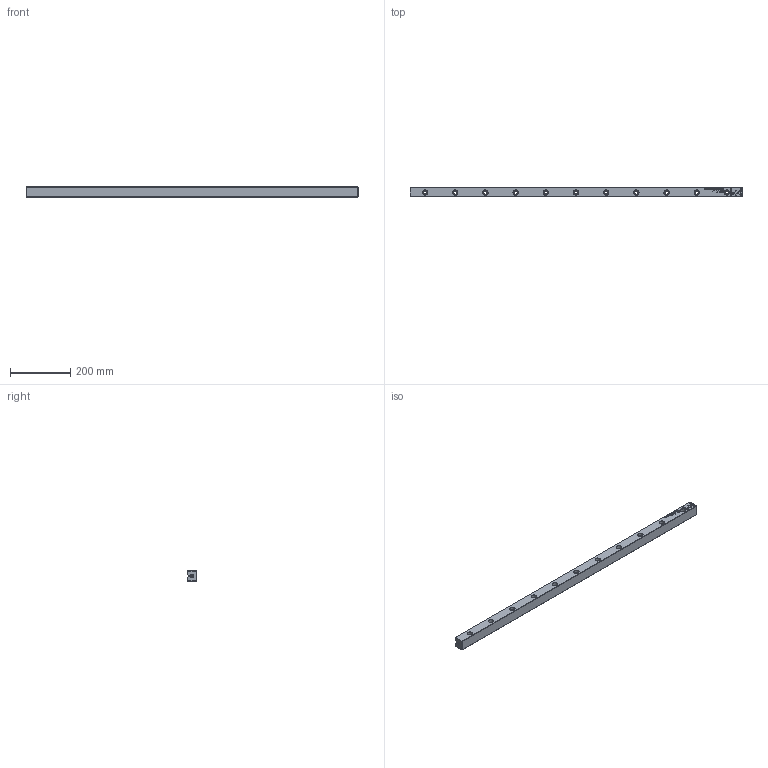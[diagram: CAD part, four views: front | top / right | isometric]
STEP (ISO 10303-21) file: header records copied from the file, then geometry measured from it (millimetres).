
FILE_DESCRIPTION(/* description */ (''),/* implementation_level */ '2;1');
FILE_NAME(/* name */ 'Rail RSD-151100.stp',/* time_stamp */ '2025-01-13T10:52:05+01:00',/* author */ (''),/* organization */ (''),/* preprocessor_version */ 'ST-DEVELOPER v16.7',/* originating_system */ 'SIEMENS PLM Software NX 12.0',/* authorisation */ '');
FILE_SCHEMA (('AUTOMOTIVE_DESIGN { 1 0 10303 214 3 1 1 1 }'));
Length unit declared in the file: millimetre
Products named in the file (1): Rail RSD-151100_step_stp
Bounding box: 1100 x 31.9 x 36 mm (x, y, z)
Volume: 1149091.5 mm3; surface area: 170181.9 mm2
Topology: 1 solids, 1 shells, 386 faces, 1001 edges, 650 vertices
Faces by surface type: plane 233, bspline 90, cone 37, cylinder 26
Full cylindrical faces by diameter (mm): 6.8 x2, 10.3 x11, 16.5 x11
Entity records: 13778 total; most frequent: CARTESIAN_POINT 3193, ORIENTED_EDGE 1852, DIRECTION 1416, EDGE_CURVE 926, LINE 670, VECTOR 670, VERTEX_POINT 638, EDGE_LOOP 502
